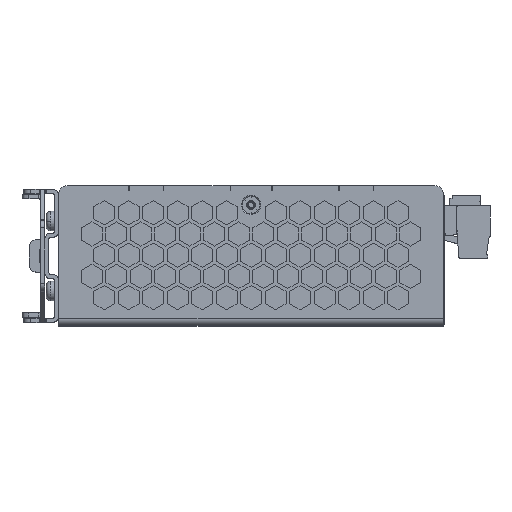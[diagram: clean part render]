
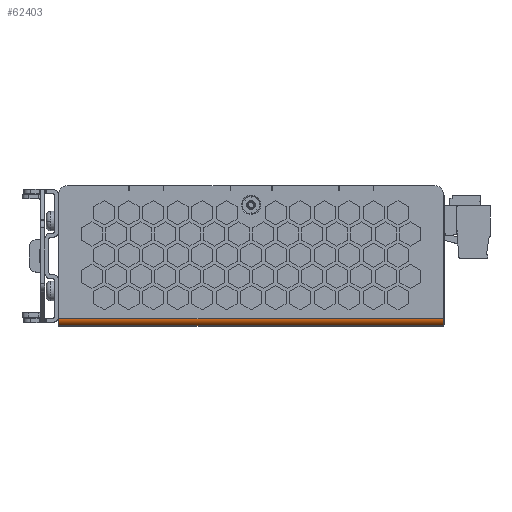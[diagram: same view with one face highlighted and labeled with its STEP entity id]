
A CAD part, top view. The second image highlights one B-rep face of the part: STEP entity #62403.
In plain terms, the highlighted cylindrical face has radius 2 mm (diameter 4 mm), a partial arc.
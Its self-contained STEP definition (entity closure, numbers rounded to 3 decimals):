
#61613=CARTESIAN_POINT('',(55.,-18.,57.5));
#61614=VERTEX_POINT('',#61613);
#61615=CARTESIAN_POINT('',(-55.,-18.,57.5));
#61616=VERTEX_POINT('',#61615);
#61617=CARTESIAN_POINT('',(55.,-18.,57.5));
#61618=DIRECTION('',(-1.,0.,0.));
#61619=VECTOR('',#61618,110.);
#61620=LINE('',#61617,#61619);
#61621=EDGE_CURVE('',#61614,#61616,#61620,.T.);
#62371=CARTESIAN_POINT('',(53.5,-18.,55.5));
#62372=DIRECTION('',(-1.,0.,0.));
#62373=DIRECTION('',(-0.,-1.,0.));
#62374=AXIS2_PLACEMENT_3D('',#62371,#62372,#62373);
#62375=CYLINDRICAL_SURFACE('',#62374,2.);
#62376=CARTESIAN_POINT('',(55.,-20.,55.5));
#62377=VERTEX_POINT('',#62376);
#62378=CARTESIAN_POINT('',(55.,-18.,55.5));
#62379=DIRECTION('',(-1.,0.,0.));
#62380=DIRECTION('',(-0.,-1.,0.));
#62381=AXIS2_PLACEMENT_3D('',#62378,#62379,#62380);
#62382=CIRCLE('',#62381,2.);
#62383=EDGE_CURVE('',#62377,#61614,#62382,.T.);
#62384=ORIENTED_EDGE('',*,*,#62383,.T.);
#62385=ORIENTED_EDGE('',*,*,#61621,.T.);
#62386=CARTESIAN_POINT('',(-55.,-20.,55.5));
#62387=VERTEX_POINT('',#62386);
#62388=CARTESIAN_POINT('',(-55.,-18.,55.5));
#62389=DIRECTION('',(1.,-0.,-0.));
#62390=DIRECTION('',(-0.,-1.,0.));
#62391=AXIS2_PLACEMENT_3D('',#62388,#62389,#62390);
#62392=CIRCLE('',#62391,2.);
#62393=EDGE_CURVE('',#61616,#62387,#62392,.T.);
#62394=ORIENTED_EDGE('',*,*,#62393,.T.);
#62395=CARTESIAN_POINT('',(55.,-20.,55.5));
#62396=DIRECTION('',(-1.,0.,0.));
#62397=VECTOR('',#62396,110.);
#62398=LINE('',#62395,#62397);
#62399=EDGE_CURVE('',#62377,#62387,#62398,.T.);
#62400=ORIENTED_EDGE('',*,*,#62399,.F.);
#62401=EDGE_LOOP('',(#62384,#62385,#62394,#62400));
#62402=FACE_BOUND('',#62401,.T.);
#62403=ADVANCED_FACE('NONE',(#62402),#62375,.T.);
